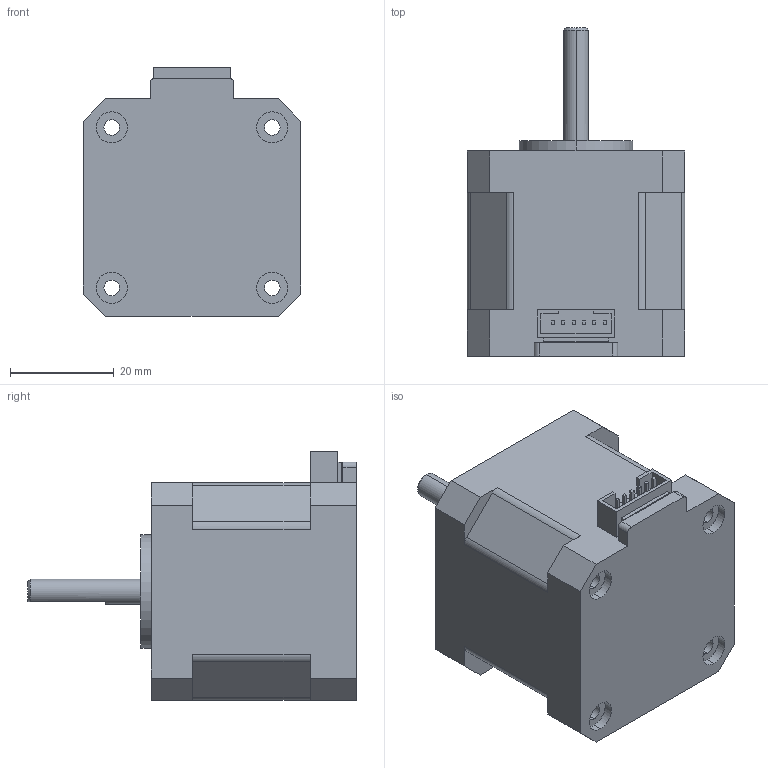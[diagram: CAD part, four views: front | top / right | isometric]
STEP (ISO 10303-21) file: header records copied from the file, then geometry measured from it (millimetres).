
FILE_DESCRIPTION (( 'STEP AP214' ), '1' );
FILE_NAME ('steppers.STEP', '2025-08-31T21:11:04', ( '' ), ( '' ), 'SwSTEP 2.0', 'SolidWorks 2024', '' );
FILE_SCHEMA (( 'AUTOMOTIVE_DESIGN' ));
Length unit declared in the file: millimetre
Products named in the file (1): steppers
Bounding box: 41.9 x 63.3 x 47.9 mm (x, y, z)
Volume: 64865.9 mm3; surface area: 12976.7 mm2
Topology: 2 solids, 2 shells, 127 faces, 323 edges, 215 vertices
Faces by surface type: plane 89, cylinder 36, cone 2
Entity records: 3879 total; most frequent: CARTESIAN_POINT 676, DIRECTION 653, ORIENTED_EDGE 646, EDGE_CURVE 323, VECTOR 245, LINE 245, VERTEX_POINT 215, AXIS2_PLACEMENT_3D 204
